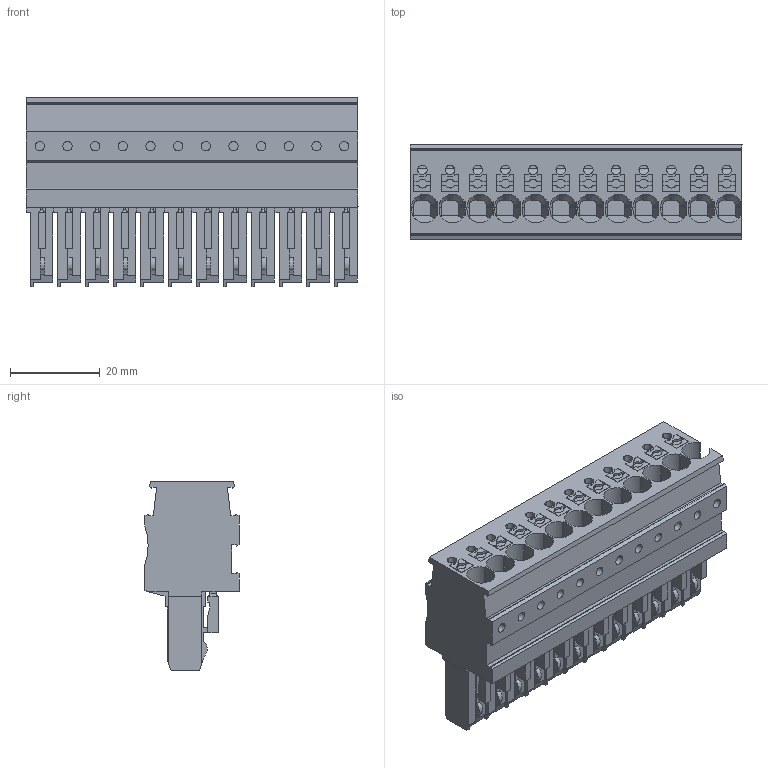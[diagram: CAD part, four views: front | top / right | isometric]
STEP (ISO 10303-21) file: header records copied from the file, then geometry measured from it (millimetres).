
FILE_DESCRIPTION(('Creo Elements/Direct Modeling STEP Export'),'2;1');
FILE_NAME('model.stp','2018-01-19T13:49:26',(''),(''),'Creo Elements/Direct Modeling STEP processor for AP214 (Solid Model)','Creo Elements/Direct Modeling 18.1I 14-Aug-2016 (C) Parametric Technology GmbH','');
FILE_SCHEMA(('AUTOMOTIVE_DESIGN { 1 0 10303 214 1 1 1 1 }'));
Products named in the file (2): PP_H_4_12-select
Assembly tree (1 placements, depth 2):
  PP_H_4_12-select
    PP_H_4_12-select
Bounding box: 73.8 x 21 x 42.17 mm (x, y, z)
Volume: 36484.5 mm3; surface area: 21841.3 mm2
Topology: 1 solids, 1 shells, 1758 faces, 4973 edges, 3288 vertices
Faces by surface type: plane 1373, cylinder 325, torus 24, extrusion 24, cone 12
Entity records: 81967 total; most frequent: CARTESIAN_POINT 22250, ORIENTED_EDGE 9946, DIRECTION 8796, EDGE_CURVE 4973, VECTOR 3974, LINE 3950, VERTEX_POINT 3288, AXIS2_PLACEMENT_3D 2411
